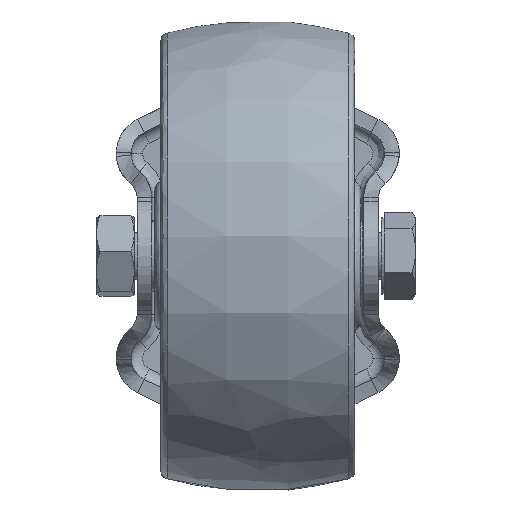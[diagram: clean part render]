
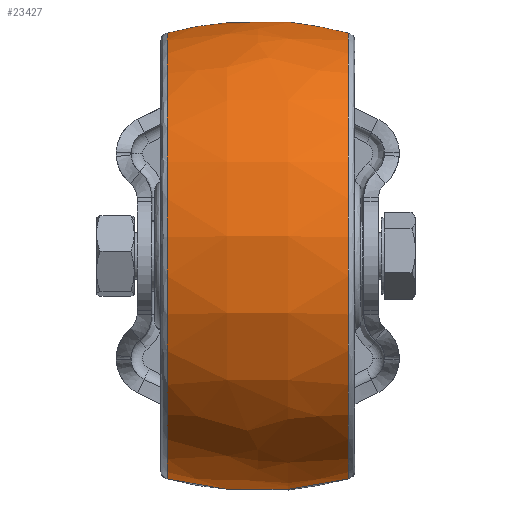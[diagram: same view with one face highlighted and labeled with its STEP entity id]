
A CAD part, front view. The second image highlights one B-rep face of the part: STEP entity #23427.
In plain terms, the highlighted free-form (B-spline) face has degree [3, 3] with [4, 4] control points.
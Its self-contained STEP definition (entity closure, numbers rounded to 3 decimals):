
#95 = CARTESIAN_POINT ( 'NONE',  ( -15.385, -75.988, -37.994 ) ) ;
#208 = CARTESIAN_POINT ( 'NONE',  ( 15.385, -75.988, 37.994 ) ) ;
#393 = VERTEX_POINT ( 'NONE', #17286 ) ;
#1234 = EDGE_CURVE ( 'NONE', #393, #25862, #27704, .T. ) ;
#2292 = AXIS2_PLACEMENT_3D ( 'NONE', #23118, #7888, #25689 ) ;
#2651 = CARTESIAN_POINT ( 'NONE',  ( -15.385, 0., 37.994 ) ) ;
#2708 = CARTESIAN_POINT ( 'NONE',  ( -15.385, 0., 0. ) ) ;
#3938 = ORIENTED_EDGE ( 'NONE', *, *, #1234, .T. ) ;
#5228 = CARTESIAN_POINT ( 'NONE',  ( -5.245, -81.368, -40.684 ) ) ;
#5278 = DIRECTION ( 'NONE',  ( 0., 0., 1. ) ) ;
#5799 = DIRECTION ( 'NONE',  ( 0., 1., 0. ) ) ;
#6174 = EDGE_CURVE ( 'NONE', #16119, #13836, #6419, .T. ) ;
#6419 = CIRCLE ( 'NONE', #17937, 37.994 ) ;
#7821 = CARTESIAN_POINT ( 'NONE',  ( -5.245, 0., 40.684 ) ) ;
#7888 = DIRECTION ( 'NONE',  ( -1., 0., 0. ) ) ;
#8609 = CARTESIAN_POINT ( 'NONE',  ( 0., 0., 20. ) ) ;
#10403 = CARTESIAN_POINT ( 'NONE',  ( 5.245, -81.368, -40.684 ) ) ;
#11187 = DIRECTION ( 'NONE',  ( 0., 0., -1. ) ) ;
#12918 = CARTESIAN_POINT ( 'NONE',  ( 5.245, 0., 40.684 ) ) ;
#13052 = ORIENTED_EDGE ( 'NONE', *, *, #25969, .F. ) ;
#13370 =( BOUNDED_SURFACE ( )  B_SPLINE_SURFACE ( 3, 3, ( 
 ( #22945, #95, #17913, #2651 ),
 ( #20480, #5228, #23054, #7821 ),
 ( #25621, #10403, #28215, #12918 ),
 ( #30785, #15473, #208, #18023 ) ),
 .UNSPECIFIED., .F., .F., .T. ) 
 B_SPLINE_SURFACE_WITH_KNOTS ( ( 4, 4 ),
 ( 4, 4 ),
 ( 0., 1. ),
 ( 0., 1. ),
 .UNSPECIFIED. ) 
 GEOMETRIC_REPRESENTATION_ITEM ( )  RATIONAL_B_SPLINE_SURFACE ( (
 ( 1., 0.333, 0.333, 1.),
 ( 0.978, 0.326, 0.326, 0.978),
 ( 0.978, 0.326, 0.326, 0.978),
 ( 1., 0.333, 0.333, 1.) ) ) 
 REPRESENTATION_ITEM ( '' )  SURFACE ( )  );
#13836 = VERTEX_POINT ( 'NONE', #17270 ) ;
#14973 = ORIENTED_EDGE ( 'NONE', *, *, #29648, .T. ) ;
#15473 = CARTESIAN_POINT ( 'NONE',  ( 15.385, -75.988, -37.994 ) ) ;
#16119 = VERTEX_POINT ( 'NONE', #19667 ) ;
#17270 = CARTESIAN_POINT ( 'NONE',  ( -15.385, 0., -37.994 ) ) ;
#17286 = CARTESIAN_POINT ( 'NONE',  ( 15.385, 0., -37.994 ) ) ;
#17913 = CARTESIAN_POINT ( 'NONE',  ( -15.385, -75.988, 37.994 ) ) ;
#17937 = AXIS2_PLACEMENT_3D ( 'NONE', #2708, #20533, #5278 ) ;
#18023 = CARTESIAN_POINT ( 'NONE',  ( 15.385, 0., 37.994 ) ) ;
#19667 = CARTESIAN_POINT ( 'NONE',  ( -15.385, 0., 37.994 ) ) ;
#20480 = CARTESIAN_POINT ( 'NONE',  ( -5.245, 0., -40.684 ) ) ;
#20533 = DIRECTION ( 'NONE',  ( 1., 0., 0. ) ) ;
#21016 = AXIS2_PLACEMENT_3D ( 'NONE', #21060, #5799, #23621 ) ;
#21060 = CARTESIAN_POINT ( 'NONE',  ( 0., 0., -20. ) ) ;
#22945 = CARTESIAN_POINT ( 'NONE',  ( -15.385, 0., -37.994 ) ) ;
#23054 = CARTESIAN_POINT ( 'NONE',  ( -5.245, -81.368, 40.684 ) ) ;
#23118 = CARTESIAN_POINT ( 'NONE',  ( 15.385, 0., 0. ) ) ;
#23427 = ADVANCED_FACE ( 'NONE', ( #28605 ), #13370, .T. ) ;
#23621 = DIRECTION ( 'NONE',  ( 0., 0., 1. ) ) ;
#24486 = CARTESIAN_POINT ( 'NONE',  ( 15.385, 0., 37.994 ) ) ;
#24527 = ORIENTED_EDGE ( 'NONE', *, *, #6174, .T. ) ;
#24721 = CIRCLE ( 'NONE', #28897, 60. ) ;
#25621 = CARTESIAN_POINT ( 'NONE',  ( 5.245, 0., -40.684 ) ) ;
#25689 = DIRECTION ( 'NONE',  ( 0., 0., 1. ) ) ;
#25862 = VERTEX_POINT ( 'NONE', #24486 ) ;
#25969 = EDGE_CURVE ( 'NONE', #16119, #25862, #31556, .T. ) ;
#26428 = DIRECTION ( 'NONE',  ( 0., -1., 0. ) ) ;
#27704 = CIRCLE ( 'NONE', #2292, 37.994 ) ;
#28215 = CARTESIAN_POINT ( 'NONE',  ( 5.245, -81.368, 40.684 ) ) ;
#28605 = FACE_OUTER_BOUND ( 'NONE', #29406, .T. ) ;
#28897 = AXIS2_PLACEMENT_3D ( 'NONE', #8609, #26428, #11187 ) ;
#29406 = EDGE_LOOP ( 'NONE', ( #24527, #14973, #3938, #13052 ) ) ;
#29648 = EDGE_CURVE ( 'NONE', #13836, #393, #24721, .T. ) ;
#30785 = CARTESIAN_POINT ( 'NONE',  ( 15.385, 0., -37.994 ) ) ;
#31556 = CIRCLE ( 'NONE', #21016, 60. ) ;
